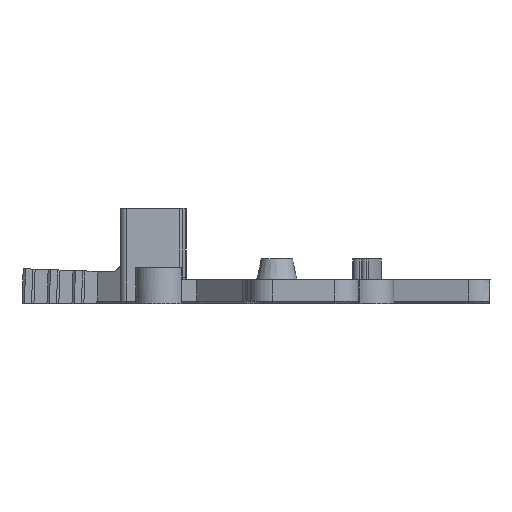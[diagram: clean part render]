
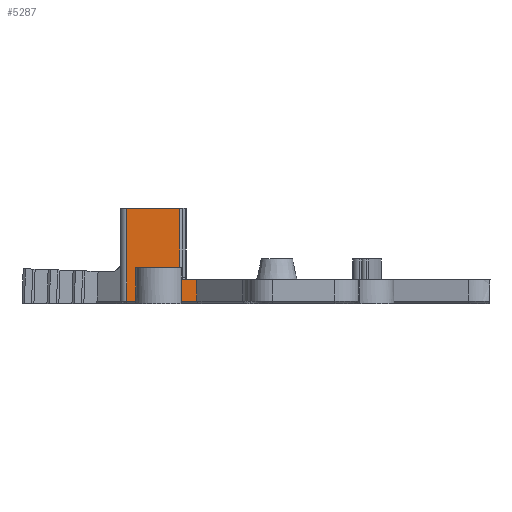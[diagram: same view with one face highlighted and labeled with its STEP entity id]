
A CAD part, left-side view. The second image highlights one B-rep face of the part: STEP entity #5287.
In plain terms, the highlighted planar face has unit normal (-1, 0, 0).
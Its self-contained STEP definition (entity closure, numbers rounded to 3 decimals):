
#184=B_SPLINE_CURVE_WITH_KNOTS('',3,(#8625,#8626,#8627,#8628,#8629,#8630),
 .UNSPECIFIED.,.F.,.F.,(4,2,4),(0.,0.047,0.078),
 .UNSPECIFIED.);
#466=FACE_OUTER_BOUND('',#782,.T.);
#782=EDGE_LOOP('',(#4032,#4033,#4034,#4035,#4036,#4037,#4038,#4039,#4040,
#4041,#4042));
#1214=LINE('',#8360,#1766);
#1242=LINE('',#8468,#1794);
#1269=LINE('',#8598,#1821);
#1271=LINE('',#8604,#1823);
#1274=LINE('',#8613,#1826);
#1276=LINE('',#8617,#1828);
#1277=LINE('',#8620,#1829);
#1279=LINE('',#8623,#1831);
#1280=LINE('',#8631,#1832);
#1281=LINE('',#8632,#1833);
#1766=VECTOR('',#6502,10.);
#1794=VECTOR('',#6602,10.);
#1821=VECTOR('',#6673,10.);
#1823=VECTOR('',#6679,10.);
#1826=VECTOR('',#6690,10.);
#1828=VECTOR('',#6694,10.);
#1829=VECTOR('',#6697,10.);
#1831=VECTOR('',#6701,10.);
#1832=VECTOR('',#6702,10.);
#1833=VECTOR('',#6703,10.);
#2375=VERTEX_POINT('',#8357);
#2376=VERTEX_POINT('',#8359);
#2409=VERTEX_POINT('',#8465);
#2410=VERTEX_POINT('',#8467);
#2453=VERTEX_POINT('',#8595);
#2454=VERTEX_POINT('',#8597);
#2456=VERTEX_POINT('',#8603);
#2458=VERTEX_POINT('',#8611);
#2459=VERTEX_POINT('',#8615);
#2460=VERTEX_POINT('',#8619);
#2461=VERTEX_POINT('',#8624);
#2939=EDGE_CURVE('',#2375,#2376,#1214,.T.);
#2989=EDGE_CURVE('',#2410,#2409,#1242,.T.);
#3038=EDGE_CURVE('',#2454,#2453,#1269,.T.);
#3041=EDGE_CURVE('',#2454,#2456,#1271,.T.);
#3046=EDGE_CURVE('',#2456,#2458,#1274,.T.);
#3048=EDGE_CURVE('',#2459,#2453,#1276,.T.);
#3049=EDGE_CURVE('',#2458,#2460,#1277,.T.);
#3051=EDGE_CURVE('',#2410,#2459,#1279,.T.);
#3052=EDGE_CURVE('',#2461,#2409,#184,.T.);
#3053=EDGE_CURVE('',#2376,#2461,#1280,.T.);
#3054=EDGE_CURVE('',#2460,#2375,#1281,.T.);
#4032=ORIENTED_EDGE('',*,*,#3046,.F.);
#4033=ORIENTED_EDGE('',*,*,#3041,.F.);
#4034=ORIENTED_EDGE('',*,*,#3038,.T.);
#4035=ORIENTED_EDGE('',*,*,#3048,.F.);
#4036=ORIENTED_EDGE('',*,*,#3051,.F.);
#4037=ORIENTED_EDGE('',*,*,#2989,.T.);
#4038=ORIENTED_EDGE('',*,*,#3052,.F.);
#4039=ORIENTED_EDGE('',*,*,#3053,.F.);
#4040=ORIENTED_EDGE('',*,*,#2939,.F.);
#4041=ORIENTED_EDGE('',*,*,#3054,.F.);
#4042=ORIENTED_EDGE('',*,*,#3049,.F.);
#5055=PLANE('',#5725);
#5287=ADVANCED_FACE('',(#466),#5055,.T.);
#5725=AXIS2_PLACEMENT_3D('',#8622,#6699,#6700);
#6502=DIRECTION('',(0.,-1.,0.));
#6602=DIRECTION('',(0.,1.,0.));
#6673=DIRECTION('',(0.,0.,-1.));
#6679=DIRECTION('',(0.,1.,0.));
#6690=DIRECTION('',(0.,0.,-1.));
#6694=DIRECTION('',(0.,1.,0.));
#6697=DIRECTION('',(0.,1.,0.));
#6699=DIRECTION('center_axis',(-1.,0.,0.));
#6700=DIRECTION('ref_axis',(0.,-1.,0.));
#6701=DIRECTION('',(0.,0.,-1.));
#6702=DIRECTION('',(0.,0.,-1.));
#6703=DIRECTION('',(0.,0.,1.));
#8357=CARTESIAN_POINT('',(-9.458,22.478,36.774));
#8359=CARTESIAN_POINT('',(-9.458,13.524,36.774));
#8360=CARTESIAN_POINT('',(-9.458,23.478,36.774));
#8465=CARTESIAN_POINT('',(-9.458,12.831,24.79));
#8467=CARTESIAN_POINT('',(-9.458,10.65,24.79));
#8468=CARTESIAN_POINT('',(-9.458,12.68,24.79));
#8595=CARTESIAN_POINT('',(-9.458,19.454,21.19));
#8597=CARTESIAN_POINT('',(-9.458,19.454,26.79));
#8598=CARTESIAN_POINT('',(-9.458,19.454,22.79));
#8603=CARTESIAN_POINT('',(-9.458,20.954,26.79));
#8604=CARTESIAN_POINT('',(-9.458,19.716,26.79));
#8611=CARTESIAN_POINT('',(-9.458,20.954,21.19));
#8613=CARTESIAN_POINT('',(-9.458,20.954,22.79));
#8615=CARTESIAN_POINT('',(-9.458,10.65,21.19));
#8617=CARTESIAN_POINT('',(-9.458,9.91,21.19));
#8619=CARTESIAN_POINT('',(-9.458,22.478,21.19));
#8620=CARTESIAN_POINT('',(-9.458,9.91,21.19));
#8622=CARTESIAN_POINT('Origin',(-9.458,22.478,18.924));
#8623=CARTESIAN_POINT('',(-9.458,10.65,22.786));
#8624=CARTESIAN_POINT('',(-9.458,13.524,25.19));
#8625=CARTESIAN_POINT('Ctrl Pts',(-9.458,13.524,25.19));
#8626=CARTESIAN_POINT('Ctrl Pts',(-9.458,13.413,25.079));
#8627=CARTESIAN_POINT('Ctrl Pts',(-9.458,13.278,24.948));
#8628=CARTESIAN_POINT('Ctrl Pts',(-9.458,13.05,24.825));
#8629=CARTESIAN_POINT('Ctrl Pts',(-9.458,12.933,24.79));
#8630=CARTESIAN_POINT('Ctrl Pts',(-9.458,12.831,24.79));
#8631=CARTESIAN_POINT('',(-9.458,13.524,18.924));
#8632=CARTESIAN_POINT('',(-9.458,22.478,20.79));
